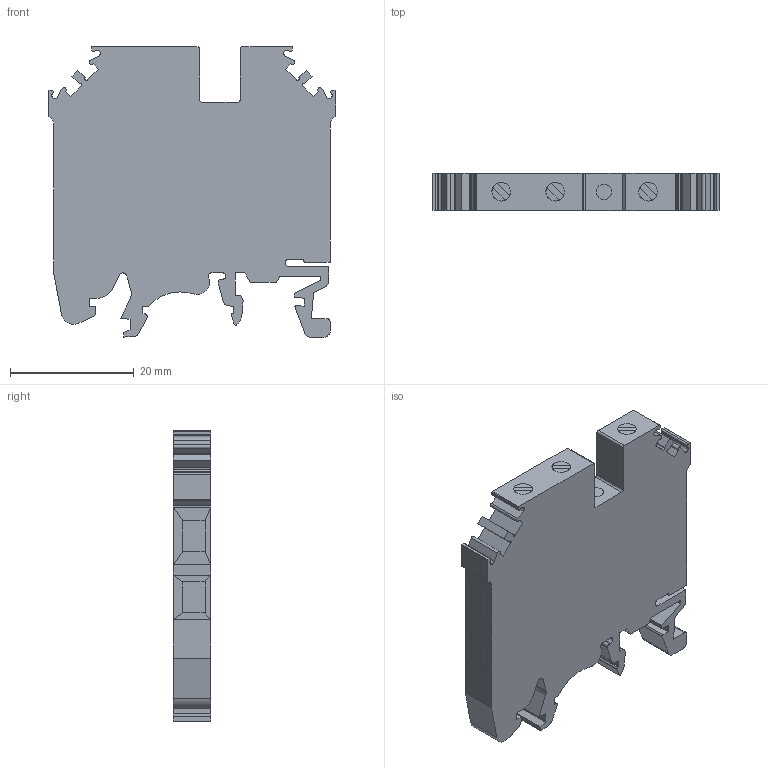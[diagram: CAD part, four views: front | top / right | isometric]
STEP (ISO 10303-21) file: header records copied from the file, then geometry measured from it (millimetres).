
FILE_DESCRIPTION (( 'STEP AP203' ), '1' );
FILE_NAME ('CMC1-2.STEP', '2024-12-06T11:16:58', ( '' ), ( '' ), 'SwSTEP 2.0', 'SolidWorks 2022', '' );
FILE_SCHEMA (( 'CONFIG_CONTROL_DESIGN' ));
Length unit declared in the file: millimetre
Products named in the file (1): CMC1-2
Bounding box: 46.5 x 6 x 47 mm (x, y, z)
Volume: 10048.5 mm3; surface area: 5191.1 mm2
Topology: 1 solids, 1 shells, 234 faces, 648 edges, 420 vertices
Faces by surface type: plane 158, cylinder 76
Entity records: 7505 total; most frequent: CARTESIAN_POINT 1303, ORIENTED_EDGE 1296, DIRECTION 1282, EDGE_CURVE 648, VECTOR 484, LINE 484, VERTEX_POINT 420, AXIS2_PLACEMENT_3D 399
